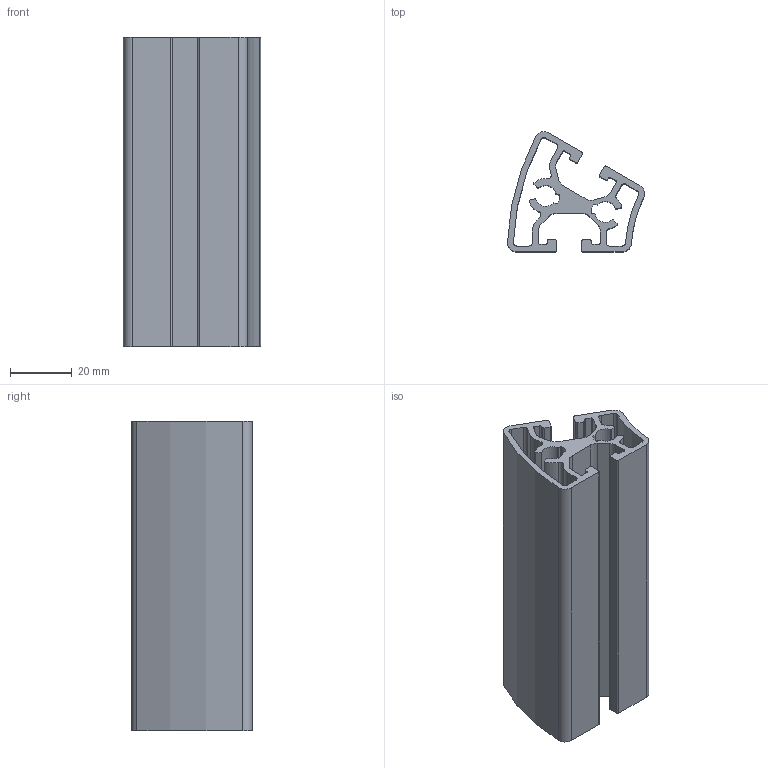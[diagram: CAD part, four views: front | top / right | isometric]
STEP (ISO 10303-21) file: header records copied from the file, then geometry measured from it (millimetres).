
FILE_DESCRIPTION(/* description */ ('Profil 40 R40x30°'),/* implementation_level */ '2;1');
FILE_NAME(/* name */ '154030.stp',/* time_stamp */ '2018-04-29T17:01:04+02:00',/* author */ ('Roudná'),/* organization */ ('Alutec K&K'),/* preprocessor_version */ 'ST-DEVELOPER v16.1',/* originating_system */ 'Autodesk Inventor 2016',/* authorisation */ '');
FILE_SCHEMA (('AUTOMOTIVE_DESIGN { 1 0 10303 214 3 1 1 }'));
Length unit declared in the file: millimetre
Products named in the file (1): 154030
Bounding box: 44.29 x 38.87 x 100 mm (x, y, z)
Volume: 47520.8 mm3; surface area: 41795.3 mm2
Topology: 1 solids, 1 shells, 126 faces, 372 edges, 248 vertices
Faces by surface type: cylinder 76, plane 50
Entity records: 4300 total; most frequent: DIRECTION 778, CARTESIAN_POINT 747, ORIENTED_EDGE 744, EDGE_CURVE 372, AXIS2_PLACEMENT_3D 279, VERTEX_POINT 248, LINE 220, VECTOR 220
